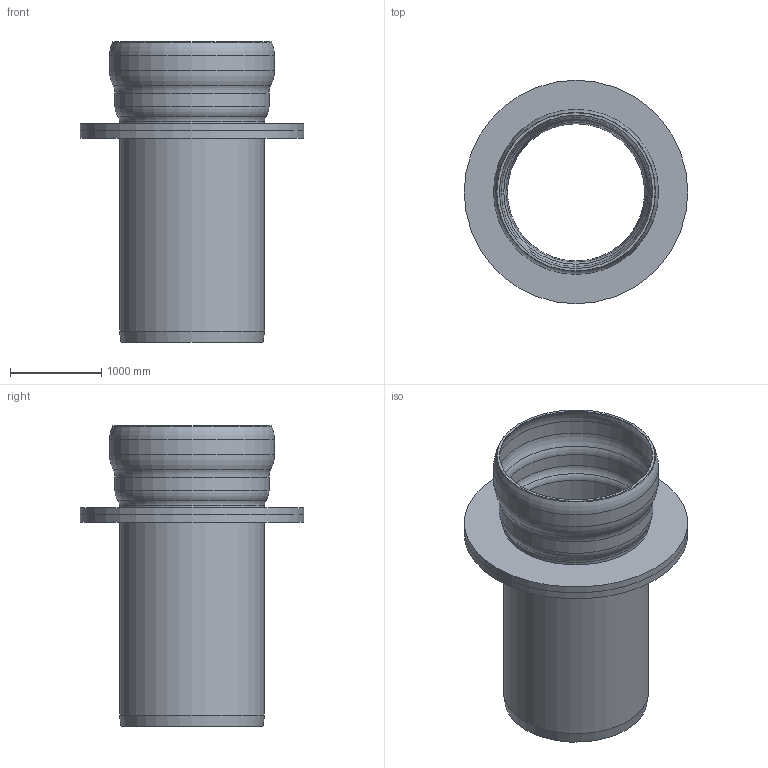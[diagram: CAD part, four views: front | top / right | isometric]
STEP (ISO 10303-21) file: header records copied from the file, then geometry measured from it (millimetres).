
FILE_DESCRIPTION(/* description */ (''),/* implementation_level */ '2;1');
FILE_NAME(/* name */ '82650.150X_3D.stp',/* time_stamp */ '2024-12-12T09:49:37+01:00',/* author */ ('CAD'),/* organization */ (''),/* preprocessor_version */ 'ST-DEVELOPER v20',/* originating_system */ 'AutoCAD Mechanical',/* authorisation */ '');
FILE_SCHEMA (('AUTOMOTIVE_DESIGN { 1 0 10303 214 3 1 1 }'));
Length unit declared in the file: centimetre
Products named in the file (1): Product
Bounding box: 2450.39 x 2450.39 x 3300 mm (x, y, z)
Volume: 847833282.6 mm3; surface area: 46568741.7 mm2
Topology: 3 solids, 3 shells, 30 faces, 68 edges, 43 vertices
Faces by surface type: torus 10, cone 8, cylinder 8, plane 4
Full cylindrical faces by diameter (mm): 1540 x1, 1590 x1, 1610 x1, 1640 x1, 1690 x1, 1760 x1, 1810 x1, 2450 x1
Entity records: 917 total; most frequent: DIRECTION 182, CARTESIAN_POINT 142, ORIENTED_EDGE 136, AXIS2_PLACEMENT_3D 83, EDGE_CURVE 68, CIRCLE 52, VERTEX_POINT 42, EDGE_LOOP 34
